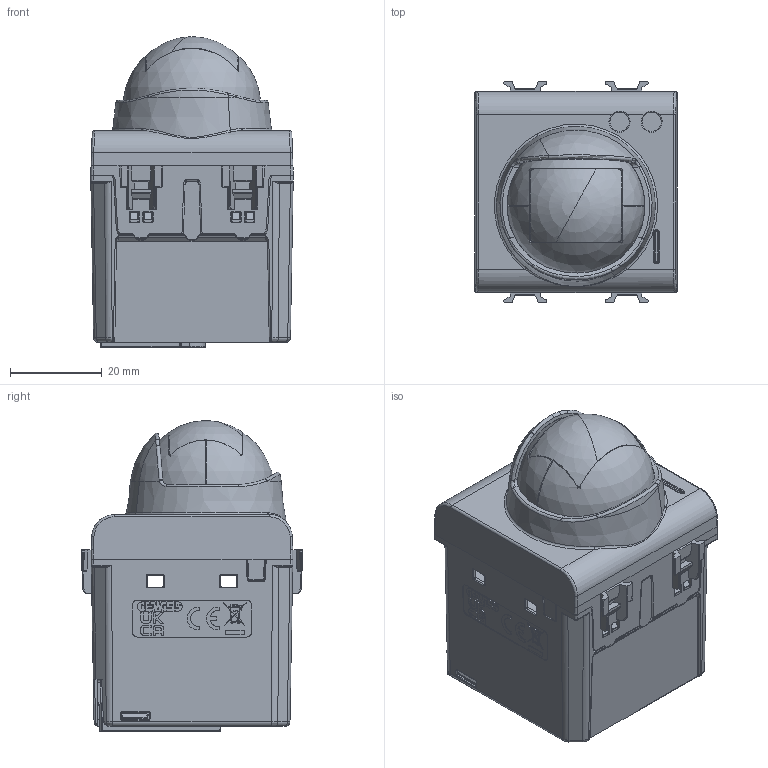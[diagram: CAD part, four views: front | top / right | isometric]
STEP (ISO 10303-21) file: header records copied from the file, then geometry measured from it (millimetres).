
FILE_DESCRIPTION(('CATIA V5 STEP Exchange','CAx-IF Rec.Pracs.--- Model Styling and Organization---1.4--- 2014-01-23'),'2;1');
FILE_NAME('GW10786.stp','2024-02-12T16:17:01+00:00',('none'),('none'),'CATIA Version 5-6 Release 2019 SP6','CATIA V5 STEP AP214 v1','none');
FILE_SCHEMA(('AUTOMOTIVE_DESIGN { 1 0 10303 214 1 1 1 1 }'));
Products named in the file (1): GW10786
Bounding box: 44.2 x 48.25 x 67.83 mm (x, y, z)
Volume: 51635.8 mm3; surface area: 28159.9 mm2
Topology: 4 solids, 4 shells, 1870 faces, 5084 edges, 3158 vertices
Faces by surface type: plane 991, cylinder 570, bspline 167, sphere 64, cone 41, torus 14, extrusion 12, revolution 11
Entity records: 67477 total; most frequent: CARTESIAN_POINT 25128, ORIENTED_EDGE 10042, DIRECTION 5604, EDGE_CURVE 5021, VERTEX_POINT 3158, VECTOR 2748, LINE 2736, EDGE_LOOP 1939
